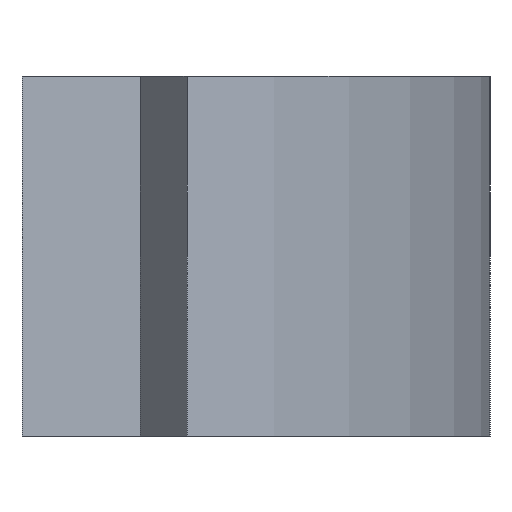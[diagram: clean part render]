
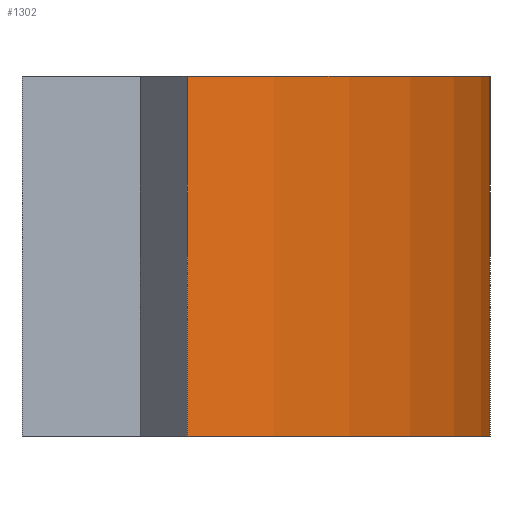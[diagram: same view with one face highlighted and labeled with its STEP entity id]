
A CAD part, left-side view. The second image highlights one B-rep face of the part: STEP entity #1302.
In plain terms, the highlighted cylindrical face has radius 23 mm (diameter 46 mm), a partial arc.
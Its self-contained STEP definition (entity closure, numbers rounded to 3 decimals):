
#45=CIRCLE('',#1386,23.);
#48=CIRCLE('',#1399,23.);
#54=CYLINDRICAL_SURFACE('',#1398,23.);
#104=FACE_OUTER_BOUND('',#177,.T.);
#177=EDGE_LOOP('',(#1089,#1090,#1091,#1092));
#342=LINE('',#2036,#510);
#348=LINE('',#2051,#516);
#510=VECTOR('',#1665,23.);
#516=VECTOR('',#1685,10.);
#627=VERTEX_POINT('',#1984);
#628=VERTEX_POINT('',#1985);
#644=VERTEX_POINT('',#2033);
#647=VERTEX_POINT('',#2049);
#780=EDGE_CURVE('',#627,#628,#45,.T.);
#808=EDGE_CURVE('',#628,#644,#342,.T.);
#815=EDGE_CURVE('',#644,#647,#48,.T.);
#816=EDGE_CURVE('',#647,#627,#348,.T.);
#1089=ORIENTED_EDGE('',*,*,#815,.T.);
#1090=ORIENTED_EDGE('',*,*,#816,.T.);
#1091=ORIENTED_EDGE('',*,*,#780,.T.);
#1092=ORIENTED_EDGE('',*,*,#808,.T.);
#1302=ADVANCED_FACE('',(#104),#54,.T.);
#1386=AXIS2_PLACEMENT_3D('',#1986,#1625,#1626);
#1398=AXIS2_PLACEMENT_3D('',#2048,#1681,#1682);
#1399=AXIS2_PLACEMENT_3D('',#2050,#1683,#1684);
#1625=DIRECTION('center_axis',(0.,0.,1.));
#1626=DIRECTION('ref_axis',(-0.828,-0.561,0.));
#1665=DIRECTION('',(0.,0.,1.));
#1681=DIRECTION('center_axis',(0.,0.,1.));
#1682=DIRECTION('ref_axis',(-0.828,-0.561,0.));
#1683=DIRECTION('center_axis',(0.,0.,-1.));
#1684=DIRECTION('ref_axis',(-0.828,-0.561,0.));
#1685=DIRECTION('',(0.,0.,-1.));
#1984=CARTESIAN_POINT('',(0.,-5.502,0.));
#1985=CARTESIAN_POINT('',(19.04,-15.6,0.));
#1986=CARTESIAN_POINT('Origin',(19.04,7.4,0.));
#2033=CARTESIAN_POINT('',(19.04,-15.6,12.));
#2036=CARTESIAN_POINT('',(19.04,-15.6,0.));
#2048=CARTESIAN_POINT('Origin',(19.04,7.4,0.));
#2049=CARTESIAN_POINT('',(0.,-5.502,12.));
#2050=CARTESIAN_POINT('Origin',(19.04,7.4,12.));
#2051=CARTESIAN_POINT('',(0.,-5.502,0.));
